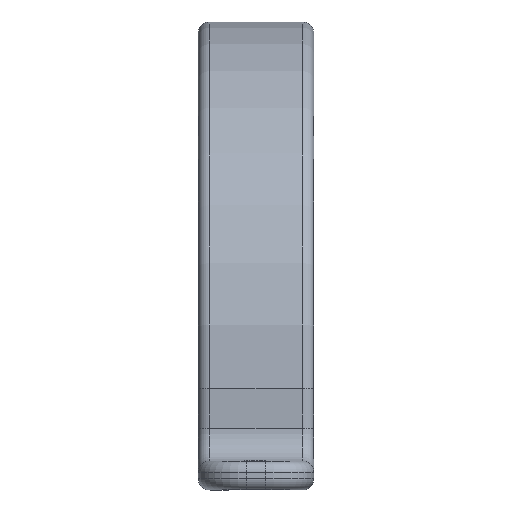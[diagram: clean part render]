
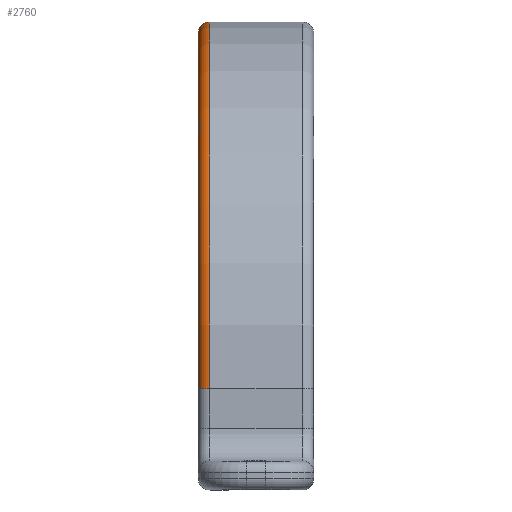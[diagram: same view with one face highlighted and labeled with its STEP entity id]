
A CAD part, left-side view. The second image highlights one B-rep face of the part: STEP entity #2760.
In plain terms, the highlighted toroidal (fillet/blend) face has major radius 36.8 mm and minor radius 1.2 mm.
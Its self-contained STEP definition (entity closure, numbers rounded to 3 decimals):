
#347 = PLANE('',#348);
#348 = AXIS2_PLACEMENT_3D('',#349,#350,#351);
#349 = CARTESIAN_POINT('',(19.5,-40.,51.5));
#350 = DIRECTION('',(0.,1.,0.));
#351 = DIRECTION('',(0.,0.,-1.));
#1401 = VERTEX_POINT('',#1402);
#1402 = CARTESIAN_POINT('',(-17.3,-40.,13.5));
#1416 = CYLINDRICAL_SURFACE('',#1417,1.2);
#1417 = AXIS2_PLACEMENT_3D('',#1418,#1419,#1420);
#1418 = CARTESIAN_POINT('',(-17.3,-41.2,9.407));
#1419 = DIRECTION('',(0.,0.,1.));
#1420 = DIRECTION('',(0.,1.,0.));
#1428 = EDGE_CURVE('',#1401,#1429,#1431,.T.);
#1429 = VERTEX_POINT('',#1430);
#1430 = CARTESIAN_POINT('',(19.5,-40.,50.3));
#1431 = SURFACE_CURVE('',#1432,(#1437,#1444),.PCURVE_S1.);
#1432 = CIRCLE('',#1433,36.8);
#1433 = AXIS2_PLACEMENT_3D('',#1434,#1435,#1436);
#1434 = CARTESIAN_POINT('',(19.5,-40.,13.5));
#1435 = DIRECTION('',(0.,1.,0.));
#1436 = DIRECTION('',(-1.,0.,
    0.));
#1437 = PCURVE('',#347,#1438);
#1438 = DEFINITIONAL_REPRESENTATION('',(#1439),#1443);
#1439 = CIRCLE('',#1440,36.8);
#1440 = AXIS2_PLACEMENT_2D('',#1441,#1442);
#1441 = CARTESIAN_POINT('',(38.,0.));
#1442 = DIRECTION('',(0.,1.));
#1443 = ( GEOMETRIC_REPRESENTATION_CONTEXT(2) 
PARAMETRIC_REPRESENTATION_CONTEXT() REPRESENTATION_CONTEXT('2D SPACE',''
  ) );
#1444 = PCURVE('',#1445,#1450);
#1445 = TOROIDAL_SURFACE('',#1446,36.8,1.2);
#1446 = AXIS2_PLACEMENT_3D('',#1447,#1448,#1449);
#1447 = CARTESIAN_POINT('',(19.5,-41.2,13.5));
#1448 = DIRECTION('',(0.,-1.,0.));
#1449 = DIRECTION('',(-1.,0.,
    0.));
#1450 = DEFINITIONAL_REPRESENTATION('',(#1451),#1455);
#1451 = LINE('',#1452,#1453);
#1452 = CARTESIAN_POINT('',(-0.,4.712));
#1453 = VECTOR('',#1454,1.);
#1454 = DIRECTION('',(-1.,0.));
#1455 = ( GEOMETRIC_REPRESENTATION_CONTEXT(2) 
PARAMETRIC_REPRESENTATION_CONTEXT() REPRESENTATION_CONTEXT('2D SPACE',''
  ) );
#1474 = TOROIDAL_SURFACE('',#1475,36.8,1.2);
#1475 = AXIS2_PLACEMENT_3D('',#1476,#1477,#1478);
#1476 = CARTESIAN_POINT('',(19.5,-41.2,13.5));
#1477 = DIRECTION('',(0.,-1.,0.));
#1478 = DIRECTION('',(0.,0.,1.));
#2190 = CYLINDRICAL_SURFACE('',#2191,38.);
#2191 = AXIS2_PLACEMENT_3D('',#2192,#2193,#2194);
#2192 = CARTESIAN_POINT('',(19.5,-40.,13.5));
#2193 = DIRECTION('',(0.,1.,0.));
#2194 = DIRECTION('',(1.,0.,0.));
#2661 = EDGE_CURVE('',#1429,#2662,#2664,.T.);
#2662 = VERTEX_POINT('',#2663);
#2663 = CARTESIAN_POINT('',(19.5,-41.2,51.5));
#2664 = SURFACE_CURVE('',#2665,(#2670,#2676),.PCURVE_S1.);
#2665 = CIRCLE('',#2666,1.2);
#2666 = AXIS2_PLACEMENT_3D('',#2667,#2668,#2669);
#2667 = CARTESIAN_POINT('',(19.5,-41.2,50.3));
#2668 = DIRECTION('',(1.,0.,0.));
#2669 = DIRECTION('',(0.,0.,1.));
#2670 = PCURVE('',#1474,#2671);
#2671 = DEFINITIONAL_REPRESENTATION('',(#2672),#2675);
#2672 = B_SPLINE_CURVE_WITH_KNOTS('',1,(#2673,#2674),.UNSPECIFIED.,.F.,
  .F.,(2,2),(4.712,6.283),.PIECEWISE_BEZIER_KNOTS.);
#2673 = CARTESIAN_POINT('',(0.,4.712));
#2674 = CARTESIAN_POINT('',(0.,6.283));
#2675 = ( GEOMETRIC_REPRESENTATION_CONTEXT(2) 
PARAMETRIC_REPRESENTATION_CONTEXT() REPRESENTATION_CONTEXT('2D SPACE',''
  ) );
#2676 = PCURVE('',#1445,#2677);
#2677 = DEFINITIONAL_REPRESENTATION('',(#2678),#2681);
#2678 = B_SPLINE_CURVE_WITH_KNOTS('',1,(#2679,#2680),.UNSPECIFIED.,.F.,
  .F.,(2,2),(4.712,6.283),.PIECEWISE_BEZIER_KNOTS.);
#2679 = CARTESIAN_POINT('',(-1.571,4.712));
#2680 = CARTESIAN_POINT('',(-1.571,6.283));
#2681 = ( GEOMETRIC_REPRESENTATION_CONTEXT(2) 
PARAMETRIC_REPRESENTATION_CONTEXT() REPRESENTATION_CONTEXT('2D SPACE',''
  ) );
#2760 = ADVANCED_FACE('',(#2761),#1445,.T.);
#2761 = FACE_BOUND('',#2762,.F.);
#2762 = EDGE_LOOP('',(#2763,#2785,#2786,#2787));
#2763 = ORIENTED_EDGE('',*,*,#2764,.F.);
#2764 = EDGE_CURVE('',#1401,#2765,#2767,.T.);
#2765 = VERTEX_POINT('',#2766);
#2766 = CARTESIAN_POINT('',(-18.5,-41.2,13.5));
#2767 = SURFACE_CURVE('',#2768,(#2773,#2779),.PCURVE_S1.);
#2768 = CIRCLE('',#2769,1.2);
#2769 = AXIS2_PLACEMENT_3D('',#2770,#2771,#2772);
#2770 = CARTESIAN_POINT('',(-17.3,-41.2,13.5));
#2771 = DIRECTION('',(0.,0.,1.));
#2772 = DIRECTION('',(0.,1.,0.));
#2773 = PCURVE('',#1445,#2774);
#2774 = DEFINITIONAL_REPRESENTATION('',(#2775),#2778);
#2775 = B_SPLINE_CURVE_WITH_KNOTS('',1,(#2776,#2777),.UNSPECIFIED.,.F.,
  .F.,(2,2),(0.,1.571),.PIECEWISE_BEZIER_KNOTS.);
#2776 = CARTESIAN_POINT('',(0.,4.712));
#2777 = CARTESIAN_POINT('',(0.,6.283));
#2778 = ( GEOMETRIC_REPRESENTATION_CONTEXT(2) 
PARAMETRIC_REPRESENTATION_CONTEXT() REPRESENTATION_CONTEXT('2D SPACE',''
  ) );
#2779 = PCURVE('',#1416,#2780);
#2780 = DEFINITIONAL_REPRESENTATION('',(#2781),#2784);
#2781 = B_SPLINE_CURVE_WITH_KNOTS('',1,(#2782,#2783),.UNSPECIFIED.,.F.,
  .F.,(2,2),(0.,1.571),.PIECEWISE_BEZIER_KNOTS.);
#2782 = CARTESIAN_POINT('',(0.,4.093));
#2783 = CARTESIAN_POINT('',(1.571,4.093));
#2784 = ( GEOMETRIC_REPRESENTATION_CONTEXT(2) 
PARAMETRIC_REPRESENTATION_CONTEXT() REPRESENTATION_CONTEXT('2D SPACE',''
  ) );
#2785 = ORIENTED_EDGE('',*,*,#1428,.T.);
#2786 = ORIENTED_EDGE('',*,*,#2661,.T.);
#2787 = ORIENTED_EDGE('',*,*,#2788,.F.);
#2788 = EDGE_CURVE('',#2765,#2662,#2789,.T.);
#2789 = SURFACE_CURVE('',#2790,(#2795,#2802),.PCURVE_S1.);
#2790 = CIRCLE('',#2791,38.);
#2791 = AXIS2_PLACEMENT_3D('',#2792,#2793,#2794);
#2792 = CARTESIAN_POINT('',(19.5,-41.2,13.5));
#2793 = DIRECTION('',(0.,1.,0.));
#2794 = DIRECTION('',(-1.,0.,
    0.));
#2795 = PCURVE('',#1445,#2796);
#2796 = DEFINITIONAL_REPRESENTATION('',(#2797),#2801);
#2797 = LINE('',#2798,#2799);
#2798 = CARTESIAN_POINT('',(-0.,6.283));
#2799 = VECTOR('',#2800,1.);
#2800 = DIRECTION('',(-1.,0.));
#2801 = ( GEOMETRIC_REPRESENTATION_CONTEXT(2) 
PARAMETRIC_REPRESENTATION_CONTEXT() REPRESENTATION_CONTEXT('2D SPACE',''
  ) );
#2802 = PCURVE('',#2190,#2803);
#2803 = DEFINITIONAL_REPRESENTATION('',(#2804),#2808);
#2804 = LINE('',#2805,#2806);
#2805 = CARTESIAN_POINT('',(-3.142,-1.2));
#2806 = VECTOR('',#2807,1.);
#2807 = DIRECTION('',(1.,-0.));
#2808 = ( GEOMETRIC_REPRESENTATION_CONTEXT(2) 
PARAMETRIC_REPRESENTATION_CONTEXT() REPRESENTATION_CONTEXT('2D SPACE',''
  ) );
